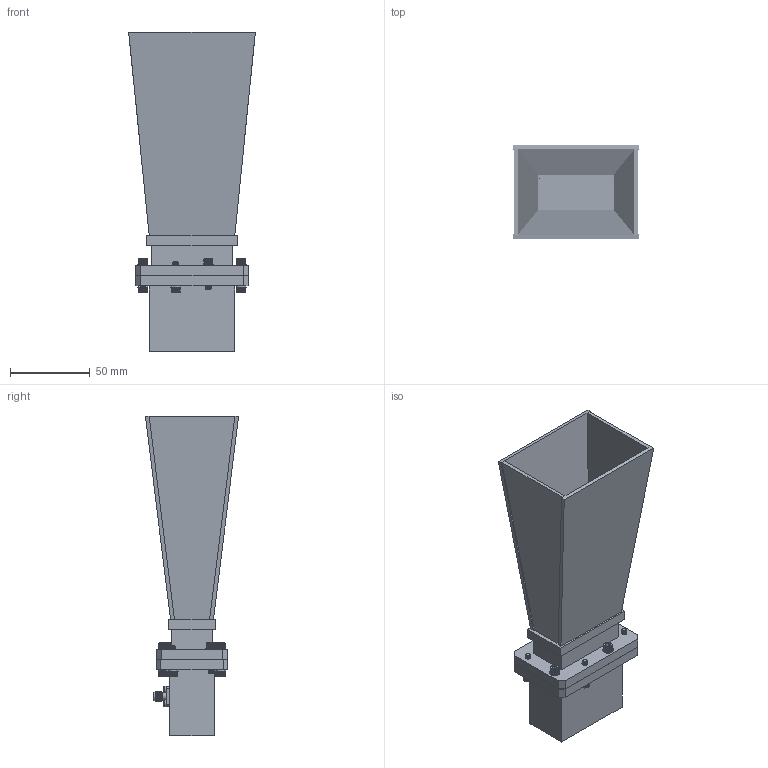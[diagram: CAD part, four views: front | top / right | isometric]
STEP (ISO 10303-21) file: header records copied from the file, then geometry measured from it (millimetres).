
FILE_DESCRIPTION (( 'STEP AP214' ), '1' );
FILE_NAME ('PE9861B-SF-10_3D.STEP', '2021-06-28T14:14:28', ( '' ), ( '' ), 'SwSTEP 2.0', 'SolidWorks 2020', '' );
FILE_SCHEMA (( 'AUTOMOTIVE_DESIGN' ));
Length unit declared in the file: inch
Products named in the file (10): Copy of 042-SMA CON^PE9832; PE9832; 6-LW; 6-32SH-HXx.625_92196A150; Copy of 112-N-PANEL^Copy of 042-SMA CON_PE9832; Copy of 187-01676^PE9832; Copy of 042-SMA^Copy of 042-SMA CON_PE9832; Copy of 06142-con screw^Copy of 042-SMA CON_PE9832; PE9861B-10; PE9861B-SF-10_3D
Assembly tree (26 placements, depth 4):
  PE9861B-SF-10_3D
    PE9832
      Copy of 187-01676^PE9832
      Copy of 042-SMA CON^PE9832
        Copy of 042-SMA^Copy of 042-SMA CON_PE9832
        Copy of 06142-con screw^Copy of 042-SMA CON_PE9832  x4
        Copy of 112-N-PANEL^Copy of 042-SMA CON_PE9832
    PE9861B-10
    6-32SH-HXx.625_92196A150  x8
    6-LW  x8
Bounding box: 79.65 x 58.57 x 200.91 mm (x, y, z)
Volume: 126869.3 mm3; surface area: 92613.5 mm2
Topology: 24 solids, 24 shells, 1880 faces, 4343 edges, 2536 vertices
Faces by surface type: plane 1205, cone 561, cylinder 92, bspline 22
Full cylindrical faces by diameter (mm): 0.95 x1, 2 x1, 2.7 x4, 3.658 x4, 3.7 x4, 3.81 x4, 4 x5, 4.3 x4, 4.6 x1, 5.35 x2, 6.35 x6
Entity records: 14152 total; most frequent: CARTESIAN_POINT 4637, ORIENTED_EDGE 1584, DIRECTION 1486, EDGE_CURVE 792, AXIS2_PLACEMENT_3D 565, VERTEX_POINT 506, EDGE_LOOP 468, FACE_OUTER_BOUND 395
